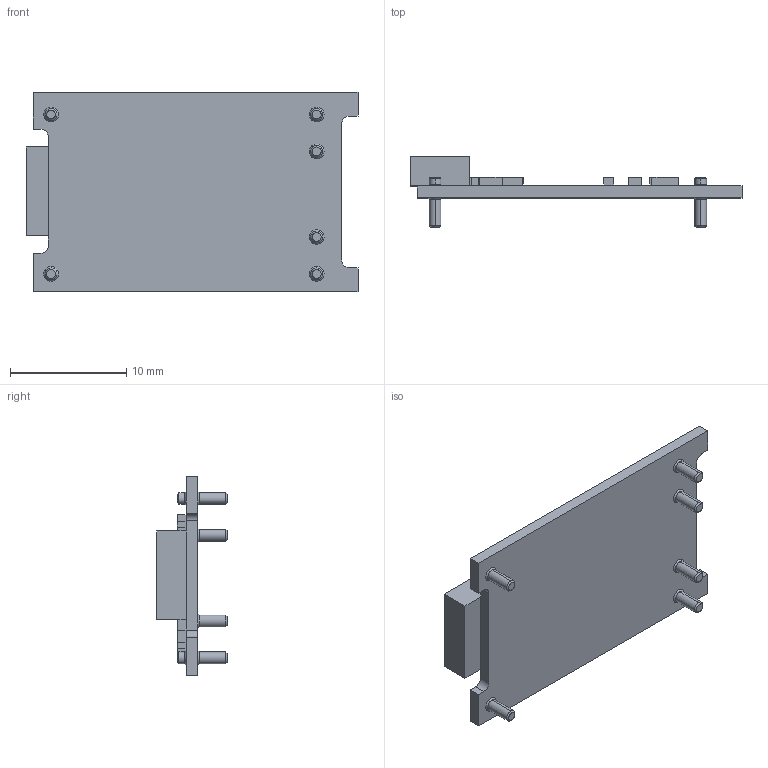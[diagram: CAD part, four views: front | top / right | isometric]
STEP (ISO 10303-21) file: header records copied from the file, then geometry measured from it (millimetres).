
FILE_DESCRIPTION (( 'STEP AP214' ), '1' );
FILE_NAME ('TP4056 Board.STEP', '2025-09-18T08:21:16', ( '' ), ( '' ), 'SwSTEP 2.0', 'SolidWorks 2018', '' );
FILE_SCHEMA (( 'AUTOMOTIVE_DESIGN' ));
Length unit declared in the file: inch
Products named in the file (1): TP4056 Board
Bounding box: 28.57 x 6.1 x 17.14 mm (x, y, z)
Volume: 605.1 mm3; surface area: 1210.5 mm2
Topology: 1 solids, 1 shells, 173 faces, 388 edges, 242 vertices
Faces by surface type: plane 97, cone 48, cylinder 28
Entity records: 7035 total; most frequent: DIRECTION 840, CARTESIAN_POINT 804, ORIENTED_EDGE 776, EDGE_CURVE 388, LINE 284, VECTOR 284, AXIS2_PLACEMENT_3D 278, VERTEX_POINT 242
